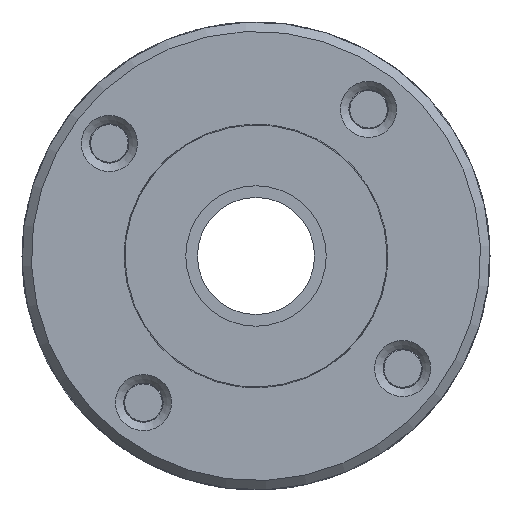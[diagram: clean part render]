
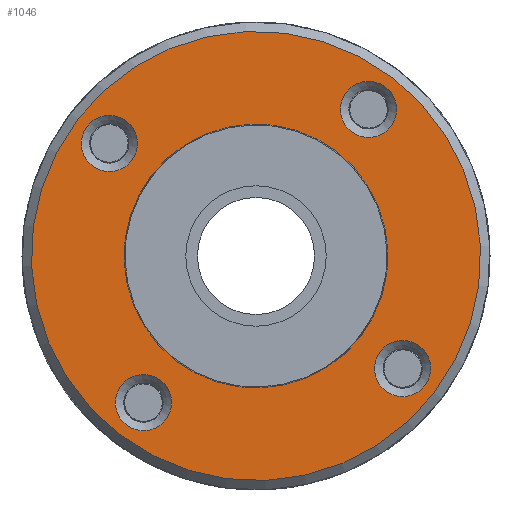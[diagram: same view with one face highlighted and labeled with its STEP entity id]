
A CAD part, left-side view. The second image highlights one B-rep face of the part: STEP entity #1046.
In plain terms, the highlighted planar face has unit normal (-1, 0, 0).
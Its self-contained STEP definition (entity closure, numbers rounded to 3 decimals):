
#1046 = ADVANCED_FACE( '', ( #2341, #2342, #2343, #2344, #2345, #2346 ), #2347, .T. );
#2341 = FACE_OUTER_BOUND( '', #3796, .T. );
#2342 = FACE_BOUND( '', #3797, .T. );
#2343 = FACE_BOUND( '', #3798, .T. );
#2344 = FACE_BOUND( '', #3799, .T. );
#2345 = FACE_BOUND( '', #3800, .T. );
#2346 = FACE_BOUND( '', #3801, .T. );
#2347 = PLANE( '', #3802 );
#3796 = EDGE_LOOP( '', ( #6618 ) );
#3797 = EDGE_LOOP( '', ( #6619 ) );
#3798 = EDGE_LOOP( '', ( #6620 ) );
#3799 = EDGE_LOOP( '', ( #6621 ) );
#3800 = EDGE_LOOP( '', ( #6622 ) );
#3801 = EDGE_LOOP( '', ( #6623 ) );
#3802 = AXIS2_PLACEMENT_3D( '', #6624, #6625, #6626 );
#6618 = ORIENTED_EDGE( '', *, *, #8398, .T. );
#6619 = ORIENTED_EDGE( '', *, *, #7714, .T. );
#6620 = ORIENTED_EDGE( '', *, *, #8413, .T. );
#6621 = ORIENTED_EDGE( '', *, *, #7807, .T. );
#6622 = ORIENTED_EDGE( '', *, *, #8382, .T. );
#6623 = ORIENTED_EDGE( '', *, *, #8533, .F. );
#6624 = CARTESIAN_POINT( '', ( -38., -8.584, 11.186 ) );
#6625 = DIRECTION( '', ( -1., 0., 0. ) );
#6626 = DIRECTION( '', ( 0., -0.609, 0.793 ) );
#7714 = EDGE_CURVE( '', #9170, #9170, #9171, .T. );
#7807 = EDGE_CURVE( '', #9324, #9324, #9325, .T. );
#8382 = EDGE_CURVE( '', #10154, #10154, #10155, .T. );
#8398 = EDGE_CURVE( '', #10176, #10176, #10177, .T. );
#8413 = EDGE_CURVE( '', #10198, #10198, #10199, .T. );
#8533 = EDGE_CURVE( '', #10347, #10347, #10348, .T. );
#9170 = VERTEX_POINT( '', #11257 );
#9171 = CIRCLE( '', #11258, 3. );
#9324 = VERTEX_POINT( '', #11481 );
#9325 = CIRCLE( '', #11482, 3. );
#10154 = VERTEX_POINT( '', #12702 );
#10155 = CIRCLE( '', #12703, 3. );
#10176 = VERTEX_POINT( '', #12730 );
#10177 = CIRCLE( '', #12731, 24. );
#10198 = VERTEX_POINT( '', #12752 );
#10199 = CIRCLE( '', #12753, 3. );
#10347 = VERTEX_POINT( '', #12934 );
#10348 = CIRCLE( '', #12935, 14.1 );
#11257 = CARTESIAN_POINT( '', ( -38., 17.495, 9.643 ) );
#11258 = AXIS2_PLACEMENT_3D( '', #13513, #13514, #13515 );
#11481 = CARTESIAN_POINT( '', ( -38., -13.842, -14.403 ) );
#11482 = AXIS2_PLACEMENT_3D( '', #13629, #13630, #13631 );
#12702 = CARTESIAN_POINT( '', ( -38., -10.197, 13.289 ) );
#12703 = AXIS2_PLACEMENT_3D( '', #14387, #14388, #14389 );
#12730 = CARTESIAN_POINT( '', ( -38., -14.61, 19.04 ) );
#12731 = AXIS2_PLACEMENT_3D( '', #14408, #14409, #14410 );
#12752 = CARTESIAN_POINT( '', ( -38., 13.849, -18.049 ) );
#12753 = AXIS2_PLACEMENT_3D( '', #14429, #14430, #14431 );
#12934 = CARTESIAN_POINT( '', ( -38., -8.584, 11.186 ) );
#12935 = AXIS2_PLACEMENT_3D( '', #14559, #14560, #14561 );
#13513 = CARTESIAN_POINT( '', ( -38., 15.669, 12.023 ) );
#13514 = DIRECTION( '', ( 1., 0., 0. ) );
#13515 = DIRECTION( '', ( 0., 0.609, -0.793 ) );
#13629 = CARTESIAN_POINT( '', ( -38., -15.669, -12.023 ) );
#13630 = DIRECTION( '', ( 1., 0., 0. ) );
#13631 = DIRECTION( '', ( 0., 0.609, -0.793 ) );
#14387 = CARTESIAN_POINT( '', ( -38., -12.023, 15.669 ) );
#14388 = DIRECTION( '', ( 1., 0., 0. ) );
#14389 = DIRECTION( '', ( 0., 0.609, -0.793 ) );
#14408 = CARTESIAN_POINT( '', ( -38., 0., 0. ) );
#14409 = DIRECTION( '', ( -1., 0., 0. ) );
#14410 = DIRECTION( '', ( 0., -0.609, 0.793 ) );
#14429 = CARTESIAN_POINT( '', ( -38., 12.023, -15.669 ) );
#14430 = DIRECTION( '', ( 1., 0., 0. ) );
#14431 = DIRECTION( '', ( 0., 0.609, -0.793 ) );
#14559 = CARTESIAN_POINT( '', ( -38., 0., 0. ) );
#14560 = DIRECTION( '', ( -1., 0., 0. ) );
#14561 = DIRECTION( '', ( 0., -0.609, 0.793 ) );
